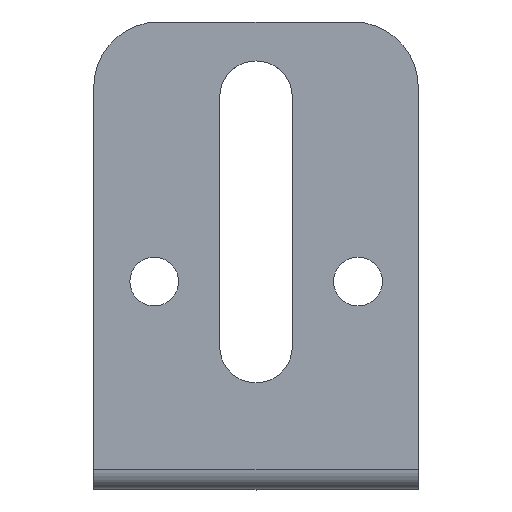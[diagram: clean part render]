
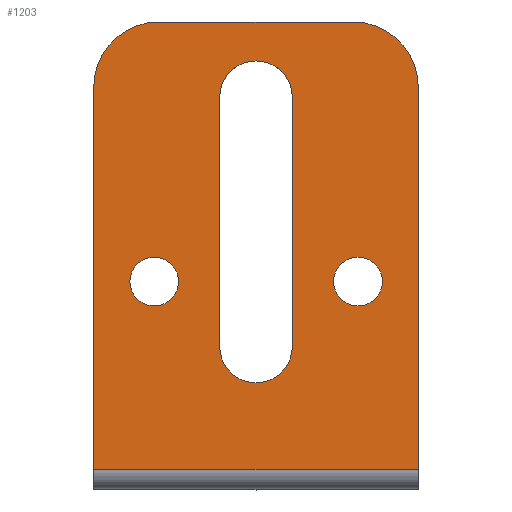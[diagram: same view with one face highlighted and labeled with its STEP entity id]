
A CAD part, top view. The second image highlights one B-rep face of the part: STEP entity #1203.
In plain terms, the highlighted planar face has unit normal (0, 0, 1).
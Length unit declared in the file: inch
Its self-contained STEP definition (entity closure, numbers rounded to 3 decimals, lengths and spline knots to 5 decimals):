
#213=DIRECTION('',(1.,0.,0.));
#214=VECTOR('',#213,1.25);
#215=CARTESIAN_POINT('',(-0.625,0.075,0.09));
#216=LINE('',#215,#214);
#231=DIRECTION('',(-1.,0.,0.));
#232=VECTOR('',#231,0.75);
#233=CARTESIAN_POINT('',(0.375,1.8,0.09));
#234=LINE('',#233,#232);
#235=DIRECTION('',(0.,1.,0.));
#236=VECTOR('',#235,1.475);
#237=CARTESIAN_POINT('',(0.625,0.075,0.09));
#238=LINE('',#237,#236);
#239=DIRECTION('',(0.,-1.,0.));
#240=VECTOR('',#239,1.475);
#241=CARTESIAN_POINT('',(-0.625,1.55,0.09));
#242=LINE('',#241,#240);
#243=DIRECTION('',(0.,1.,0.));
#244=VECTOR('',#243,0.96);
#245=CARTESIAN_POINT('',(0.14,0.55,0.09));
#246=LINE('',#245,#244);
#247=CARTESIAN_POINT('',(0.,1.51,0.09));
#248=DIRECTION('',(0.,0.,1.));
#249=DIRECTION('',(1.,0.,0.));
#250=AXIS2_PLACEMENT_3D('',#247,#248,#249);
#252=DIRECTION('',(0.,-1.,0.));
#253=VECTOR('',#252,0.96);
#254=CARTESIAN_POINT('',(-0.14,1.51,0.09));
#255=LINE('',#254,#253);
#256=CARTESIAN_POINT('',(0.,0.55,0.09));
#257=DIRECTION('',(0.,0.,1.));
#258=DIRECTION('',(-1.,0.,0.));
#259=AXIS2_PLACEMENT_3D('',#256,#257,#258);
#261=CARTESIAN_POINT('',(-0.392,0.8,0.09));
#262=DIRECTION('',(0.,0.,-1.));
#263=DIRECTION('',(-1.,0.,0.));
#264=AXIS2_PLACEMENT_3D('',#261,#262,#263);
#266=CARTESIAN_POINT('',(-0.392,0.8,0.09));
#267=DIRECTION('',(0.,0.,-1.));
#268=DIRECTION('',(1.,0.,0.));
#269=AXIS2_PLACEMENT_3D('',#266,#267,#268);
#271=CARTESIAN_POINT('',(0.393,0.8,0.09));
#272=DIRECTION('',(0.,0.,-1.));
#273=DIRECTION('',(-1.,0.,0.));
#274=AXIS2_PLACEMENT_3D('',#271,#272,#273);
#276=CARTESIAN_POINT('',(0.393,0.8,0.09));
#277=DIRECTION('',(0.,0.,-1.));
#278=DIRECTION('',(1.,0.,0.));
#279=AXIS2_PLACEMENT_3D('',#276,#277,#278);
#344=CARTESIAN_POINT('',(0.375,1.55,0.09));
#345=DIRECTION('',(0.,0.,-1.));
#346=DIRECTION('',(0.,1.,0.));
#347=AXIS2_PLACEMENT_3D('',#344,#345,#346);
#362=CARTESIAN_POINT('',(-0.375,1.55,0.09));
#363=DIRECTION('',(0.,0.,-1.));
#364=DIRECTION('',(-1.,0.,0.));
#365=AXIS2_PLACEMENT_3D('',#362,#363,#364);
#707=CARTESIAN_POINT('',(-0.625,0.075,0.09));
#708=CARTESIAN_POINT('',(0.625,0.075,0.09));
#709=VERTEX_POINT('',#707);
#710=VERTEX_POINT('',#708);
#863=CARTESIAN_POINT('',(0.375,1.8,0.09));
#864=CARTESIAN_POINT('',(-0.375,1.8,0.09));
#865=VERTEX_POINT('',#863);
#866=VERTEX_POINT('',#864);
#868=CARTESIAN_POINT('',(0.625,1.55,0.09));
#870=VERTEX_POINT('',#868);
#872=CARTESIAN_POINT('',(-0.625,1.55,0.09));
#874=VERTEX_POINT('',#872);
#883=CARTESIAN_POINT('',(0.14,0.55,0.09));
#884=CARTESIAN_POINT('',(0.14,1.51,0.09));
#885=VERTEX_POINT('',#883);
#886=VERTEX_POINT('',#884);
#887=CARTESIAN_POINT('',(-0.14,1.51,0.09));
#888=VERTEX_POINT('',#887);
#889=CARTESIAN_POINT('',(-0.14,0.55,0.09));
#890=VERTEX_POINT('',#889);
#899=CARTESIAN_POINT('',(-0.486,0.8,0.09));
#900=CARTESIAN_POINT('',(-0.298,0.8,0.09));
#901=VERTEX_POINT('',#899);
#902=VERTEX_POINT('',#900);
#903=CARTESIAN_POINT('',(0.299,0.8,0.09));
#904=CARTESIAN_POINT('',(0.487,0.8,0.09));
#905=VERTEX_POINT('',#903);
#906=VERTEX_POINT('',#904);
#1165=CARTESIAN_POINT('',(-0.625,0.,0.09));
#1166=DIRECTION('',(0.,0.,1.));
#1167=DIRECTION('',(1.,0.,0.));
#1168=AXIS2_PLACEMENT_3D('',#1165,#1166,#1167);
#1169=PLANE('',#1168);
#1171=ORIENTED_EDGE('',*,*,#1170,.F.);
#1173=ORIENTED_EDGE('',*,*,#1172,.T.);
#1174=ORIENTED_EDGE('',*,*,#1139,.F.);
#1175=ORIENTED_EDGE('',*,*,#1157,.F.);
#1176=ORIENTED_EDGE('',*,*,#1014,.F.);
#1178=ORIENTED_EDGE('',*,*,#1177,.T.);
#1179=EDGE_LOOP('',(#1171,#1173,#1174,#1175,#1176,#1178));
#1180=FACE_OUTER_BOUND('',#1179,.F.);
#1182=ORIENTED_EDGE('',*,*,#1181,.T.);
#1184=ORIENTED_EDGE('',*,*,#1183,.T.);
#1186=ORIENTED_EDGE('',*,*,#1185,.T.);
#1188=ORIENTED_EDGE('',*,*,#1187,.T.);
#1189=EDGE_LOOP('',(#1182,#1184,#1186,#1188));
#1190=FACE_BOUND('',#1189,.F.);
#1192=ORIENTED_EDGE('',*,*,#1191,.F.);
#1194=ORIENTED_EDGE('',*,*,#1193,.F.);
#1195=EDGE_LOOP('',(#1192,#1194));
#1196=FACE_BOUND('',#1195,.F.);
#1198=ORIENTED_EDGE('',*,*,#1197,.F.);
#1200=ORIENTED_EDGE('',*,*,#1199,.F.);
#1201=EDGE_LOOP('',(#1198,#1200));
#1202=FACE_BOUND('',#1201,.F.);
#1203=ADVANCED_FACE('',(#1180,#1190,#1196,#1202),#1169,.T.);
#251=CIRCLE('',#250,0.14);
#260=CIRCLE('',#259,0.14);
#265=CIRCLE('',#264,0.094);
#270=CIRCLE('',#269,0.094);
#275=CIRCLE('',#274,0.094);
#280=CIRCLE('',#279,0.094);
#348=CIRCLE('',#347,0.25);
#366=CIRCLE('',#365,0.25);
#1014=EDGE_CURVE('',#874,#709,#242,.T.);
#1139=EDGE_CURVE('',#710,#870,#238,.T.);
#1157=EDGE_CURVE('',#709,#710,#216,.T.);
#1170=EDGE_CURVE('',#865,#866,#234,.T.);
#1172=EDGE_CURVE('',#865,#870,#348,.T.);
#1177=EDGE_CURVE('',#874,#866,#366,.T.);
#1181=EDGE_CURVE('',#885,#886,#246,.T.);
#1183=EDGE_CURVE('',#886,#888,#251,.T.);
#1185=EDGE_CURVE('',#888,#890,#255,.T.);
#1187=EDGE_CURVE('',#890,#885,#260,.T.);
#1191=EDGE_CURVE('',#901,#902,#265,.T.);
#1193=EDGE_CURVE('',#902,#901,#270,.T.);
#1197=EDGE_CURVE('',#905,#906,#275,.T.);
#1199=EDGE_CURVE('',#906,#905,#280,.T.);
